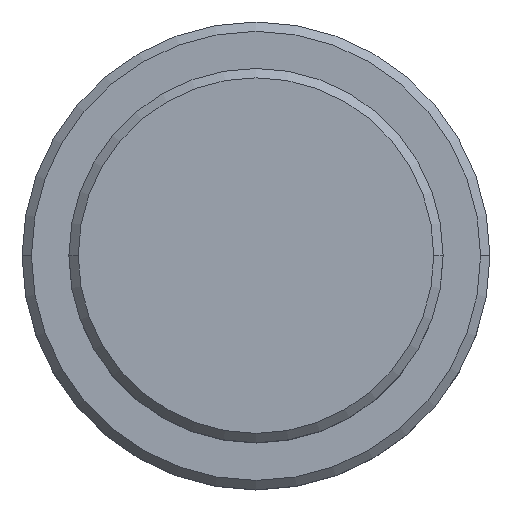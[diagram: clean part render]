
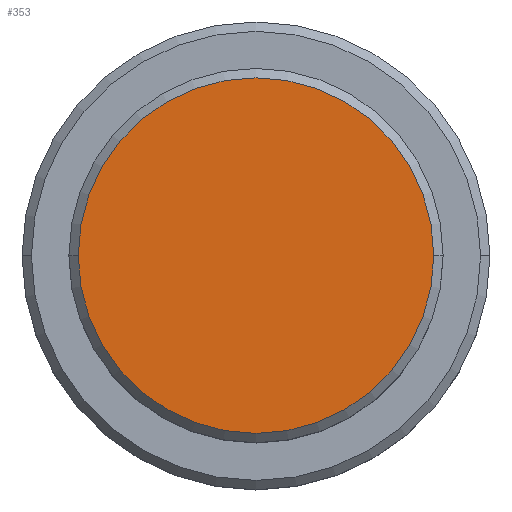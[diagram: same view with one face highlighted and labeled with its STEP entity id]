
A CAD part, top view. The second image highlights one B-rep face of the part: STEP entity #353.
In plain terms, the highlighted planar face has unit normal (0, 0, 1).
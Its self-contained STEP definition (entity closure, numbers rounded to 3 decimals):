
#60 = PLANE ( 'NONE',  #179 ) ;
#62 = ORIENTED_EDGE ( 'NONE', *, *, #1191, .T. ) ;
#98 = VERTEX_POINT ( 'NONE', #549 ) ;
#149 = DIRECTION ( 'NONE',  ( 1., 0., 0. ) ) ;
#164 = CARTESIAN_POINT ( 'NONE',  ( 0., 0., 0. ) ) ;
#179 = AXIS2_PLACEMENT_3D ( 'NONE', #164, #1125, #618 ) ;
#252 = DIRECTION ( 'NONE',  ( 1., 0., 0. ) ) ;
#353 = ADVANCED_FACE ( 'NONE', ( #820 ), #60, .T. ) ;
#488 = AXIS2_PLACEMENT_3D ( 'NONE', #1226, #701, #252 ) ;
#490 = CIRCLE ( 'NONE', #829, 9.5 ) ;
#518 = ORIENTED_EDGE ( 'NONE', *, *, #795, .T. ) ;
#549 = CARTESIAN_POINT ( 'NONE',  ( -9.5, 0., 0. ) ) ;
#598 = CARTESIAN_POINT ( 'NONE',  ( 0., 0., 0. ) ) ;
#618 = DIRECTION ( 'NONE',  ( 1., 0., 0. ) ) ;
#701 = DIRECTION ( 'NONE',  ( 0., 0., 1. ) ) ;
#707 = CARTESIAN_POINT ( 'NONE',  ( 9.5, 0., 0. ) ) ;
#785 = VERTEX_POINT ( 'NONE', #707 ) ;
#795 = EDGE_CURVE ( 'NONE', #98, #785, #942, .T. ) ;
#820 = FACE_OUTER_BOUND ( 'NONE', #1037, .T. ) ;
#829 = AXIS2_PLACEMENT_3D ( 'NONE', #598, #1024, #149 ) ;
#942 = CIRCLE ( 'NONE', #488, 9.5 ) ;
#1024 = DIRECTION ( 'NONE',  ( 0., 0., 1. ) ) ;
#1037 = EDGE_LOOP ( 'NONE', ( #518, #62 ) ) ;
#1125 = DIRECTION ( 'NONE',  ( 0., 0., 1. ) ) ;
#1191 = EDGE_CURVE ( 'NONE', #785, #98, #490, .T. ) ;
#1226 = CARTESIAN_POINT ( 'NONE',  ( 0., 0., 0. ) ) ;
